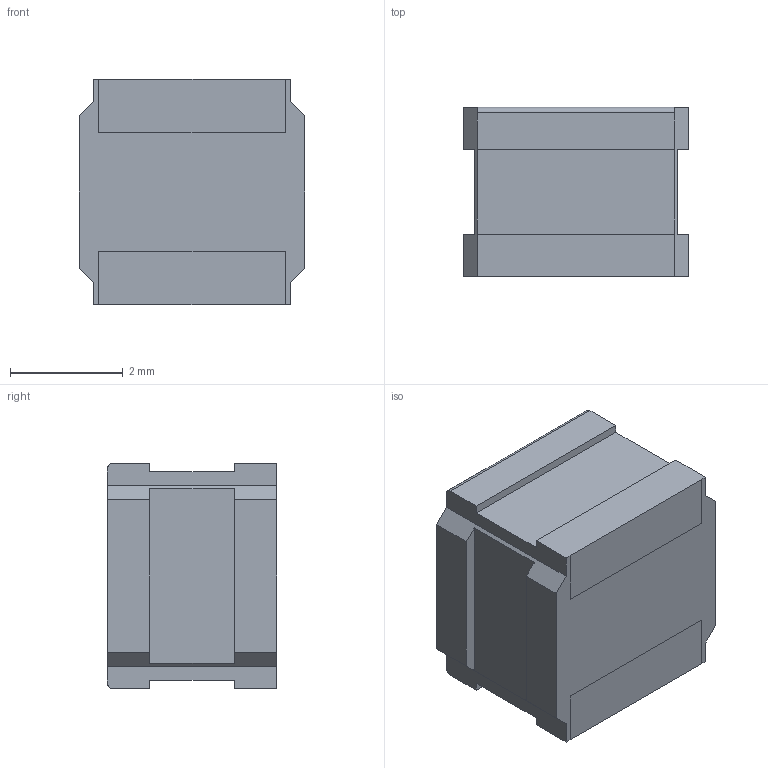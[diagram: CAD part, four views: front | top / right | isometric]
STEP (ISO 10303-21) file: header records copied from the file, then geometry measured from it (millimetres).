
FILE_DESCRIPTION (( 'STEP AP214' ),'1' );
FILE_NAME ('ASPI-4030S.STEP','2013-10-19T09:34:04',( '' ),( '' ),'SwSTEP 2.0','SolidWorks 2012','' );
FILE_SCHEMA (( 'AUTOMOTIVE_DESIGN' ));
Length unit declared in the file: millimetre
Products named in the file (1): ASPI-4030S
Bounding box: 4 x 3 x 4 mm (x, y, z)
Volume: 43.1 mm3; surface area: 79.9 mm2
Topology: 1 solids, 1 shells, 170 faces, 459 edges, 306 vertices
Faces by surface type: plane 100, bspline 68, cylinder 2
Entity records: 5927 total; most frequent: CARTESIAN_POINT 2691, ORIENTED_EDGE 918, EDGE_CURVE 459, LINE 309, VERTEX_POINT 306, EDGE_LOOP 185, FACE_OUTER_BOUND 170, ADVANCED_FACE 170
